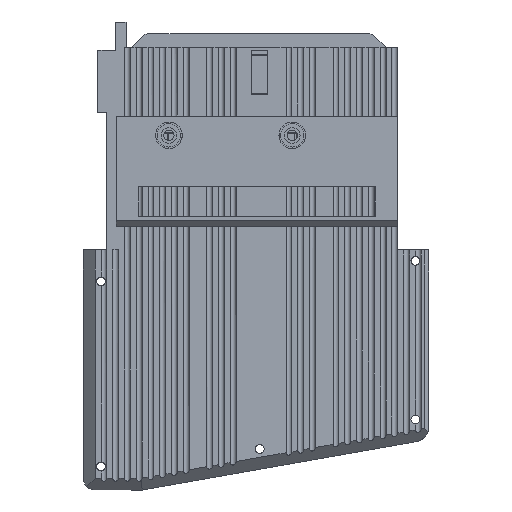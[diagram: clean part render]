
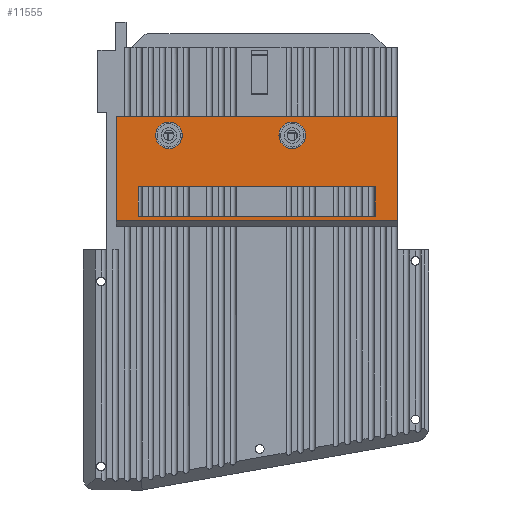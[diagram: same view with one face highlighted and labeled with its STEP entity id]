
A CAD part, left-side view. The second image highlights one B-rep face of the part: STEP entity #11555.
In plain terms, the highlighted face is planar.
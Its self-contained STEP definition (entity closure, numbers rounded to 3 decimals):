
#403=FACE_BOUND('',#1903,.T.);
#404=FACE_BOUND('',#1904,.T.);
#405=FACE_BOUND('',#1905,.T.);
#595=CIRCLE('',#12501,4.55);
#597=CIRCLE('',#12504,4.55);
#1206=FACE_OUTER_BOUND('',#1902,.T.);
#1902=EDGE_LOOP('',(#10428,#10429,#10430,#10431));
#1903=EDGE_LOOP('',(#10432));
#1904=EDGE_LOOP('',(#10433));
#1905=EDGE_LOOP('',(#10434,#10435,#10436,#10437));
#3213=LINE('',#19862,#4530);
#3214=LINE('',#19864,#4531);
#3215=LINE('',#19866,#4532);
#3216=LINE('',#19867,#4533);
#3217=LINE('',#19870,#4534);
#3218=LINE('',#19872,#4535);
#3219=LINE('',#19874,#4536);
#3220=LINE('',#19875,#4537);
#4530=VECTOR('',#15559,1000.);
#4531=VECTOR('',#15560,1000.);
#4532=VECTOR('',#15561,1000.);
#4533=VECTOR('',#15562,1000.);
#4534=VECTOR('',#15563,1000.);
#4535=VECTOR('',#15564,1000.);
#4536=VECTOR('',#15565,1000.);
#4537=VECTOR('',#15566,1000.);
#5583=VERTEX_POINT('',#19833);
#5585=VERTEX_POINT('',#19839);
#5594=VERTEX_POINT('',#19860);
#5595=VERTEX_POINT('',#19861);
#5596=VERTEX_POINT('',#19863);
#5597=VERTEX_POINT('',#19865);
#5598=VERTEX_POINT('',#19868);
#5599=VERTEX_POINT('',#19869);
#5600=VERTEX_POINT('',#19871);
#5601=VERTEX_POINT('',#19873);
#7197=EDGE_CURVE('',#5583,#5583,#595,.T.);
#7200=EDGE_CURVE('',#5585,#5585,#597,.T.);
#7209=EDGE_CURVE('',#5594,#5595,#3213,.T.);
#7210=EDGE_CURVE('',#5594,#5596,#3214,.T.);
#7211=EDGE_CURVE('',#5597,#5596,#3215,.T.);
#7212=EDGE_CURVE('',#5597,#5595,#3216,.T.);
#7213=EDGE_CURVE('',#5598,#5599,#3217,.T.);
#7214=EDGE_CURVE('',#5600,#5598,#3218,.T.);
#7215=EDGE_CURVE('',#5601,#5600,#3219,.T.);
#7216=EDGE_CURVE('',#5599,#5601,#3220,.T.);
#10428=ORIENTED_EDGE('',*,*,#7209,.F.);
#10429=ORIENTED_EDGE('',*,*,#7210,.T.);
#10430=ORIENTED_EDGE('',*,*,#7211,.F.);
#10431=ORIENTED_EDGE('',*,*,#7212,.T.);
#10432=ORIENTED_EDGE('',*,*,#7200,.T.);
#10433=ORIENTED_EDGE('',*,*,#7197,.T.);
#10434=ORIENTED_EDGE('',*,*,#7213,.F.);
#10435=ORIENTED_EDGE('',*,*,#7214,.F.);
#10436=ORIENTED_EDGE('',*,*,#7215,.F.);
#10437=ORIENTED_EDGE('',*,*,#7216,.F.);
#10937=PLANE('',#12506);
#11555=ADVANCED_FACE('',(#1206,#403,#404,#405),#10937,.F.);
#12501=AXIS2_PLACEMENT_3D('',#19835,#15538,#15539);
#12504=AXIS2_PLACEMENT_3D('',#19841,#15545,#15546);
#12506=AXIS2_PLACEMENT_3D('',#19859,#15557,#15558);
#15538=DIRECTION('center_axis',(0.,0.,1.));
#15539=DIRECTION('ref_axis',(1.,0.,0.));
#15545=DIRECTION('center_axis',(0.,0.,1.));
#15546=DIRECTION('ref_axis',(1.,0.,0.));
#15557=DIRECTION('center_axis',(0.,0.,1.));
#15558=DIRECTION('ref_axis',(1.,0.,0.));
#15559=DIRECTION('',(0.,1.,0.));
#15560=DIRECTION('',(-1.,0.,0.));
#15561=DIRECTION('',(0.,-1.,0.));
#15562=DIRECTION('',(1.,0.,0.));
#15563=DIRECTION('',(-1.,0.,0.));
#15564=DIRECTION('',(0.,-1.,0.));
#15565=DIRECTION('',(1.,0.,0.));
#15566=DIRECTION('',(0.,1.,0.));
#19833=CARTESIAN_POINT('',(-37.45,0.,0.));
#19835=CARTESIAN_POINT('Origin',(-42.,0.,0.));
#19839=CARTESIAN_POINT('',(4.55,0.,0.));
#19841=CARTESIAN_POINT('Origin',(0.,0.,0.));
#19859=CARTESIAN_POINT('Origin',(0.,0.,0.));
#19860=CARTESIAN_POINT('',(18.,-29.,0.));
#19861=CARTESIAN_POINT('',(18.,6.5,0.));
#19862=CARTESIAN_POINT('',(18.,10.,0.));
#19863=CARTESIAN_POINT('',(-77.8,-29.,0.));
#19864=CARTESIAN_POINT('',(0.,-29.,0.));
#19865=CARTESIAN_POINT('',(-77.8,6.5,0.));
#19866=CARTESIAN_POINT('',(-77.8,10.,0.));
#19867=CARTESIAN_POINT('',(18.,6.5,0.));
#19868=CARTESIAN_POINT('',(10.5,-27.5,0.));
#19869=CARTESIAN_POINT('',(-70.3,-27.5,0.));
#19870=CARTESIAN_POINT('',(-70.3,-27.5,0.));
#19871=CARTESIAN_POINT('',(10.5,-17.5,0.));
#19872=CARTESIAN_POINT('',(10.5,-17.5,0.));
#19873=CARTESIAN_POINT('',(-70.3,-17.5,0.));
#19874=CARTESIAN_POINT('',(-70.3,-17.5,0.));
#19875=CARTESIAN_POINT('',(-70.3,-17.5,0.));
